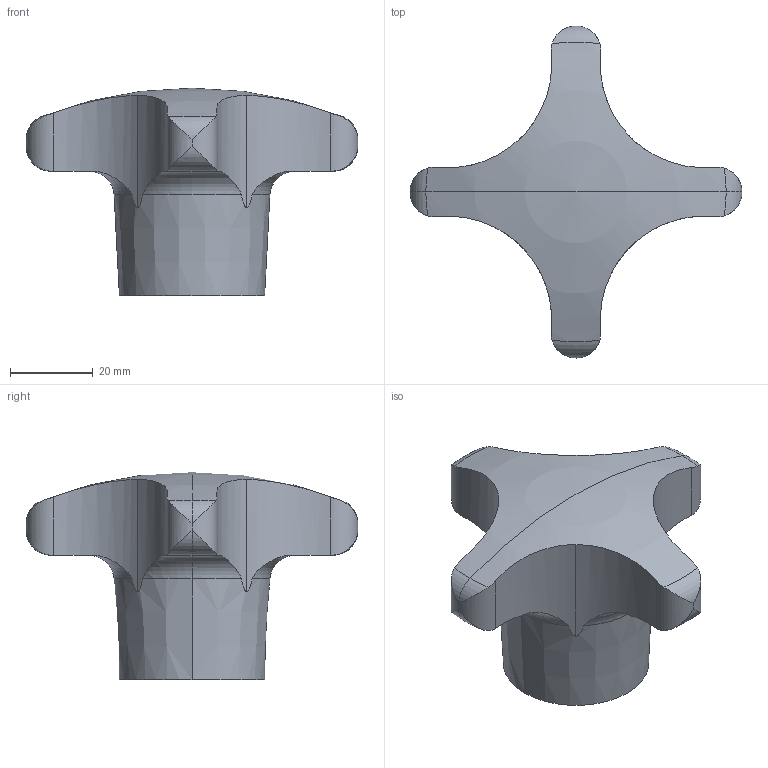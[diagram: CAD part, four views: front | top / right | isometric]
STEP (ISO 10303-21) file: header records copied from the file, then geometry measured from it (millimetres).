
FILE_DESCRIPTION(('STEP AP214'),'1');
FILE_NAME('HALDERN_EH_24640_0280.stp','2017-08-10T07:40:27',('TraceParts'),('TraceParts S.A.'),'Spatial InterOp 3D',' ',' ');
FILE_SCHEMA(('automotive_design'));
Length unit declared in the file: millimetre
Products named in the file (1): HALDERN_EH_24640_0280
Bounding box: 80 x 80 x 50 mm (x, y, z)
Volume: 64631.8 mm3; surface area: 13127.1 mm2
Topology: 1 solids, 1 shells, 49 faces, 132 edges, 82 vertices
Faces by surface type: cylinder 18, torus 18, cone 6, plane 5, sphere 2
Entity records: 2758 total; most frequent: CARTESIAN_POINT 1180, ORIENTED_EDGE 256, DIRECTION 236, EDGE_CURVE 128, AXIS2_PLACEMENT_3D 106, VERTEX_POINT 82, CIRCLE 56, STYLED_ITEM 50
